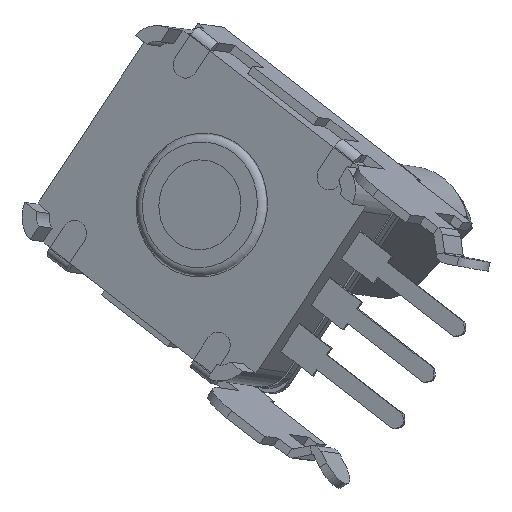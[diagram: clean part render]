
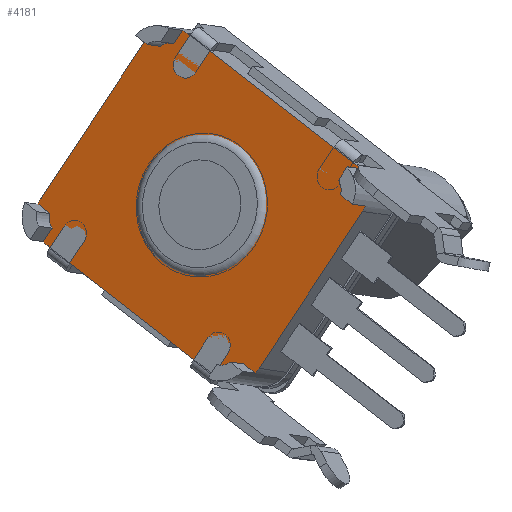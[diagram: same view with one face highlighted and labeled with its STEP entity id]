
A CAD part, top view. The second image highlights one B-rep face of the part: STEP entity #4181.
In plain terms, the highlighted planar face has unit normal (-0.413, 0.056, 0.909).
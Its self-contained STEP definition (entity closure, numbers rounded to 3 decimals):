
#60=CIRCLE($,#4457,0.799);
#61=CIRCLE($,#4460,1.5);
#63=CIRCLE($,#4462,1.5);
#66=CIRCLE($,#4469,0.799);
#67=CIRCLE($,#4472,1.5);
#68=CIRCLE($,#4473,1.5);
#70=CIRCLE($,#4477,1.5);
#71=CIRCLE($,#4478,0.799);
#72=CIRCLE($,#4479,1.5);
#73=CIRCLE($,#4480,1.5);
#74=CIRCLE($,#4481,0.799);
#75=CIRCLE($,#4482,1.5);
#275=FACE_OUTER_BOUND($,#502,.T.);
#502=EDGE_LOOP($,(#2759,#2760,#2761,#2762,#2763,#2764,#2765,#2766,#2767,
#2768,#2769,#2770,#2771,#2772,#2773,#2774,#2775,#2776,#2777,#2778,#2779,
#2780,#2781,#2782));
#748=LINE($,#6115,#1205);
#752=LINE($,#6129,#1209);
#753=LINE($,#6133,#1210);
#762=LINE($,#6157,#1219);
#766=LINE($,#6171,#1223);
#767=LINE($,#6176,#1224);
#768=LINE($,#6180,#1225);
#769=LINE($,#6183,#1226);
#770=LINE($,#6184,#1227);
#771=LINE($,#6186,#1228);
#772=LINE($,#6190,#1229);
#773=LINE($,#6194,#1230);
#1205=VECTOR($,#4899,0.725);
#1209=VECTOR($,#4913,0.725);
#1210=VECTOR($,#4916,10.2);
#1219=VECTOR($,#4937,0.725);
#1223=VECTOR($,#4951,0.725);
#1224=VECTOR($,#4956,0.725);
#1225=VECTOR($,#4959,0.725);
#1226=VECTOR($,#4962,8.5);
#1227=VECTOR($,#4963,10.2);
#1228=VECTOR($,#4964,8.5);
#1229=VECTOR($,#4967,0.725);
#1230=VECTOR($,#4970,0.725);
#1666=VERTEX_POINT($,#6107);
#1667=VERTEX_POINT($,#6108);
#1668=VERTEX_POINT($,#6113);
#1669=VERTEX_POINT($,#6117);
#1672=VERTEX_POINT($,#6123);
#1673=VERTEX_POINT($,#6125);
#1674=VERTEX_POINT($,#6131);
#1675=VERTEX_POINT($,#6132);
#1682=VERTEX_POINT($,#6149);
#1683=VERTEX_POINT($,#6150);
#1684=VERTEX_POINT($,#6155);
#1685=VERTEX_POINT($,#6159);
#1686=VERTEX_POINT($,#6161);
#1687=VERTEX_POINT($,#6163);
#1690=VERTEX_POINT($,#6173);
#1691=VERTEX_POINT($,#6175);
#1692=VERTEX_POINT($,#6177);
#1693=VERTEX_POINT($,#6179);
#1694=VERTEX_POINT($,#6181);
#1695=VERTEX_POINT($,#6185);
#1696=VERTEX_POINT($,#6187);
#1697=VERTEX_POINT($,#6189);
#1698=VERTEX_POINT($,#6191);
#1699=VERTEX_POINT($,#6193);
#2087=EDGE_CURVE($,#1666,#1667,#60,.T.);
#2091=EDGE_CURVE($,#1667,#1668,#748,.T.);
#2092=EDGE_CURVE($,#1668,#1669,#61,.T.);
#2096=EDGE_CURVE($,#1672,#1673,#63,.T.);
#2098=EDGE_CURVE($,#1673,#1666,#752,.T.);
#2099=EDGE_CURVE($,#1674,#1675,#753,.T.);
#2107=EDGE_CURVE($,#1682,#1683,#66,.T.);
#2111=EDGE_CURVE($,#1683,#1684,#762,.T.);
#2112=EDGE_CURVE($,#1685,#1684,#67,.T.);
#2114=EDGE_CURVE($,#1686,#1687,#68,.T.);
#2118=EDGE_CURVE($,#1686,#1682,#766,.T.);
#2119=EDGE_CURVE($,#1690,#1674,#70,.T.);
#2120=EDGE_CURVE($,#1691,#1690,#767,.T.);
#2121=EDGE_CURVE($,#1692,#1691,#71,.T.);
#2122=EDGE_CURVE($,#1693,#1692,#768,.T.);
#2123=EDGE_CURVE($,#1694,#1693,#72,.T.);
#2124=EDGE_CURVE($,#1687,#1694,#769,.T.);
#2125=EDGE_CURVE($,#1669,#1685,#770,.T.);
#2126=EDGE_CURVE($,#1695,#1672,#771,.T.);
#2127=EDGE_CURVE($,#1696,#1695,#73,.T.);
#2128=EDGE_CURVE($,#1696,#1697,#772,.T.);
#2129=EDGE_CURVE($,#1697,#1698,#74,.T.);
#2130=EDGE_CURVE($,#1698,#1699,#773,.T.);
#2131=EDGE_CURVE($,#1675,#1699,#75,.T.);
#2759=ORIENTED_EDGE($,*,*,#2099,.F.);
#2760=ORIENTED_EDGE($,*,*,#2119,.F.);
#2761=ORIENTED_EDGE($,*,*,#2120,.F.);
#2762=ORIENTED_EDGE($,*,*,#2121,.F.);
#2763=ORIENTED_EDGE($,*,*,#2122,.F.);
#2764=ORIENTED_EDGE($,*,*,#2123,.F.);
#2765=ORIENTED_EDGE($,*,*,#2124,.F.);
#2766=ORIENTED_EDGE($,*,*,#2114,.F.);
#2767=ORIENTED_EDGE($,*,*,#2118,.T.);
#2768=ORIENTED_EDGE($,*,*,#2107,.T.);
#2769=ORIENTED_EDGE($,*,*,#2111,.T.);
#2770=ORIENTED_EDGE($,*,*,#2112,.F.);
#2771=ORIENTED_EDGE($,*,*,#2125,.F.);
#2772=ORIENTED_EDGE($,*,*,#2092,.F.);
#2773=ORIENTED_EDGE($,*,*,#2091,.F.);
#2774=ORIENTED_EDGE($,*,*,#2087,.F.);
#2775=ORIENTED_EDGE($,*,*,#2098,.F.);
#2776=ORIENTED_EDGE($,*,*,#2096,.F.);
#2777=ORIENTED_EDGE($,*,*,#2126,.F.);
#2778=ORIENTED_EDGE($,*,*,#2127,.F.);
#2779=ORIENTED_EDGE($,*,*,#2128,.T.);
#2780=ORIENTED_EDGE($,*,*,#2129,.T.);
#2781=ORIENTED_EDGE($,*,*,#2130,.T.);
#2782=ORIENTED_EDGE($,*,*,#2131,.F.);
#3786=PLANE($,#4476);
#4181=ADVANCED_FACE($,(#275),#3786,.F.);
#4457=AXIS2_PLACEMENT_3D($,#6109,#4892,#4893);
#4460=AXIS2_PLACEMENT_3D($,#6118,#4902,#4903);
#4462=AXIS2_PLACEMENT_3D($,#6126,#4908,#4909);
#4469=AXIS2_PLACEMENT_3D($,#6151,#4930,#4931);
#4472=AXIS2_PLACEMENT_3D($,#6160,#4940,#4941);
#4473=AXIS2_PLACEMENT_3D($,#6164,#4943,#4944);
#4476=AXIS2_PLACEMENT_3D($,#6172,#4952,#4953);
#4477=AXIS2_PLACEMENT_3D($,#6174,#4954,#4955);
#4478=AXIS2_PLACEMENT_3D($,#6178,#4957,#4958);
#4479=AXIS2_PLACEMENT_3D($,#6182,#4960,#4961);
#4480=AXIS2_PLACEMENT_3D($,#6188,#4965,#4966);
#4481=AXIS2_PLACEMENT_3D($,#6192,#4968,#4969);
#4482=AXIS2_PLACEMENT_3D($,#6195,#4971,#4972);
#4892=DIRECTION('center_axis',(0.413,-0.056,-0.909));
#4893=DIRECTION('ref_axis',(0.5,-0.821,0.277));
#4899=DIRECTION($,(-0.54,-0.819,-0.195));
#4902=DIRECTION('center_axis',(0.413,-0.056,-0.909));
#4903=DIRECTION('ref_axis',(0.137,-0.983,0.123));
#4908=DIRECTION('center_axis',(0.413,-0.056,-0.909));
#4909=DIRECTION('ref_axis',(0.137,-0.983,0.123));
#4913=DIRECTION($,(-0.734,0.571,-0.368));
#4916=DIRECTION($,(0.734,-0.571,0.368));
#4930=DIRECTION('center_axis',(-0.413,0.056,0.909));
#4931=DIRECTION('ref_axis',(-0.876,0.251,-0.413));
#4937=DIRECTION($,(-0.54,-0.819,-0.195));
#4940=DIRECTION('center_axis',(0.413,-0.056,-0.909));
#4941=DIRECTION('ref_axis',(-0.901,-0.175,-0.398));
#4943=DIRECTION('center_axis',(0.413,-0.056,-0.909));
#4944=DIRECTION('ref_axis',(-0.901,-0.175,-0.398));
#4951=DIRECTION($,(0.734,-0.571,0.368));
#4952=DIRECTION('center_axis',(0.413,-0.056,-0.909));
#4953=DIRECTION('ref_axis',(-0.54,-0.819,-0.195));
#4954=DIRECTION('center_axis',(0.413,-0.056,-0.909));
#4955=DIRECTION('ref_axis',(-0.137,0.983,-0.123));
#4956=DIRECTION($,(0.54,0.819,0.195));
#4957=DIRECTION('center_axis',(0.413,-0.056,-0.909));
#4958=DIRECTION('ref_axis',(-0.5,0.821,-0.277));
#4959=DIRECTION($,(0.734,-0.571,0.368));
#4960=DIRECTION('center_axis',(0.413,-0.056,-0.909));
#4961=DIRECTION('ref_axis',(-0.137,0.983,-0.123));
#4962=DIRECTION($,(0.54,0.819,0.195));
#4963=DIRECTION($,(-0.734,0.571,-0.368));
#4964=DIRECTION($,(-0.54,-0.819,-0.195));
#4965=DIRECTION('center_axis',(0.413,-0.056,-0.909));
#4966=DIRECTION('ref_axis',(0.901,0.175,0.398));
#4967=DIRECTION($,(-0.734,0.571,-0.368));
#4968=DIRECTION('center_axis',(-0.413,0.056,0.909));
#4969=DIRECTION('ref_axis',(0.876,-0.251,0.413));
#4970=DIRECTION($,(0.54,0.819,0.195));
#4971=DIRECTION('center_axis',(0.413,-0.056,-0.909));
#4972=DIRECTION('ref_axis',(0.901,0.175,0.398));
#6107=CARTESIAN_POINT('',(24.674,38.274,6.204));
#6108=CARTESIAN_POINT('',(24.074,38.158,5.938));
#6109=CARTESIAN_POINT('Origin',(24.275,38.93,5.982));
#6113=CARTESIAN_POINT('',(23.683,37.564,5.797));
#6115=CARTESIAN_POINT($,(24.074,38.158,5.938));
#6117=CARTESIAN_POINT('',(23.465,37.702,5.69));
#6118=CARTESIAN_POINT('Origin',(24.275,38.93,5.982));
#6123=CARTESIAN_POINT('',(25.375,38.073,6.534));
#6125=CARTESIAN_POINT('',(25.206,37.86,6.47));
#6126=CARTESIAN_POINT('Origin',(24.275,38.93,5.982));
#6129=CARTESIAN_POINT($,(25.225,37.845,6.48));
#6131=CARTESIAN_POINT('',(22.193,52.946,4.175));
#6132=CARTESIAN_POINT('',(29.675,47.118,7.93));
#6133=CARTESIAN_POINT($,(29.536,47.226,7.86));
#6149=CARTESIAN_POINT('',(16.093,44.958,1.897));
#6150=CARTESIAN_POINT('',(16.184,44.303,1.979));
#6151=CARTESIAN_POINT('Origin',(16.793,44.758,2.227));
#6155=CARTESIAN_POINT('',(15.793,43.71,1.838));
#6157=CARTESIAN_POINT($,(16.184,44.303,1.979));
#6159=CARTESIAN_POINT('',(15.983,43.53,1.935));
#6160=CARTESIAN_POINT('Origin',(16.793,44.758,2.227));
#6161=CARTESIAN_POINT('',(15.562,45.372,1.631));
#6163=CARTESIAN_POINT('',(15.693,45.615,1.675));
#6164=CARTESIAN_POINT('Origin',(16.793,44.758,2.227));
#6171=CARTESIAN_POINT($,(15.542,45.387,1.621));
#6172=CARTESIAN_POINT('Origin',(18.955,44.871,3.202));
#6173=CARTESIAN_POINT('',(21.975,53.083,4.068));
#6174=CARTESIAN_POINT('Origin',(21.383,51.718,3.883));
#6175=CARTESIAN_POINT('',(21.584,52.49,3.927));
#6176=CARTESIAN_POINT($,(21.584,52.49,3.927));
#6177=CARTESIAN_POINT('',(20.984,52.373,3.662));
#6178=CARTESIAN_POINT('Origin',(21.383,51.718,3.883));
#6179=CARTESIAN_POINT('',(20.452,52.788,3.395));
#6180=CARTESIAN_POINT($,(20.433,52.802,3.385));
#6181=CARTESIAN_POINT('',(20.283,52.575,3.331));
#6182=CARTESIAN_POINT('Origin',(21.383,51.718,3.883));
#6183=CARTESIAN_POINT($,(20.296,52.595,3.336));
#6184=CARTESIAN_POINT($,(18.484,41.581,3.19));
#6185=CARTESIAN_POINT('',(29.965,45.033,8.19));
#6186=CARTESIAN_POINT($,(26.874,40.345,7.075));
#6187=CARTESIAN_POINT('',(30.096,45.275,8.235));
#6188=CARTESIAN_POINT('Origin',(28.865,45.89,7.638));
#6189=CARTESIAN_POINT('',(29.565,45.689,7.968));
#6190=CARTESIAN_POINT($,(30.115,45.26,8.244));
#6191=CARTESIAN_POINT('',(29.474,46.344,7.886));
#6192=CARTESIAN_POINT('Origin',(28.865,45.89,7.638));
#6193=CARTESIAN_POINT('',(29.865,46.938,8.027));
#6194=CARTESIAN_POINT($,(29.474,46.344,7.886));
#6195=CARTESIAN_POINT('Origin',(28.865,45.89,7.638));
